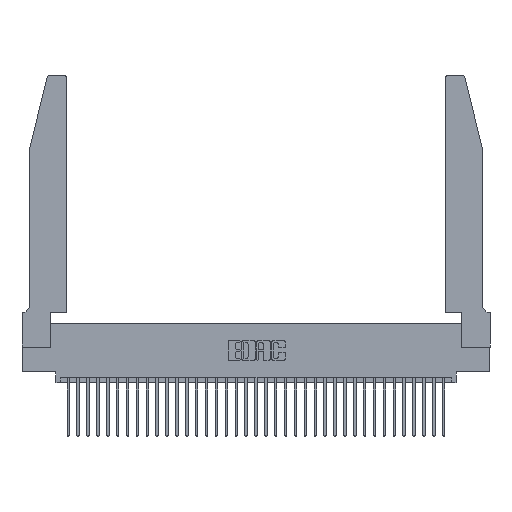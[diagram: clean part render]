
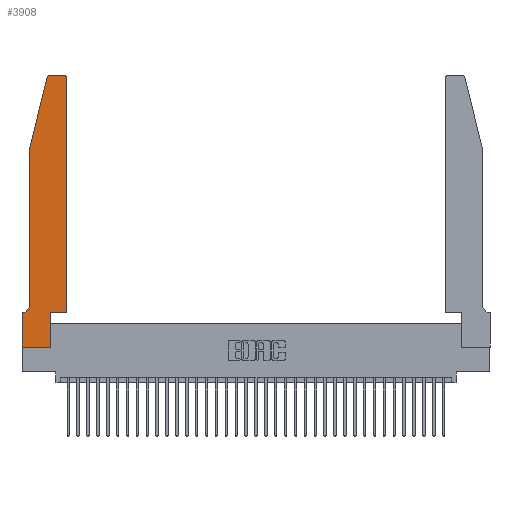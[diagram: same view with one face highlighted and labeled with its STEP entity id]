
A CAD part, top view. The second image highlights one B-rep face of the part: STEP entity #3908.
In plain terms, the highlighted planar face has unit normal (0, 0, 1).
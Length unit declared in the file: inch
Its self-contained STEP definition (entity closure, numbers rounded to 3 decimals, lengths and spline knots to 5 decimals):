
#144 = VERTEX_POINT ( 'NONE', #7049 ) ;
#557 = CARTESIAN_POINT ( 'NONE',  ( 0.284, 2.72, 0.37 ) ) ;
#2101 = DIRECTION ( 'NONE',  ( 1., 0., 0. ) ) ;
#2541 = ORIENTED_EDGE ( 'NONE', *, *, #33819, .T. ) ;
#2598 = CARTESIAN_POINT ( 'NONE',  ( 0.4205, 2.75, 0.37 ) ) ;
#2603 = ORIENTED_EDGE ( 'NONE', *, *, #26798, .T. ) ;
#3908 = ADVANCED_FACE ( 'NONE', ( #23085 ), #34643, .T. ) ;
#4001 = CIRCLE ( 'NONE', #15529, 0.07 ) ;
#4219 = ORIENTED_EDGE ( 'NONE', *, *, #26419, .T. ) ;
#4408 = DIRECTION ( 'NONE',  ( 1., 0., 0. ) ) ;
#4473 = CARTESIAN_POINT ( 'NONE',  ( 0.4505, 0.35, 0.37 ) ) ;
#4533 = DIRECTION ( 'NONE',  ( 0., 1., 0. ) ) ;
#6638 = VECTOR ( 'NONE', #20777, 39.37008 ) ;
#6946 = ORIENTED_EDGE ( 'NONE', *, *, #25420, .T. ) ;
#7049 = CARTESIAN_POINT ( 'NONE',  ( 0., 0., 0.37 ) ) ;
#7225 = LINE ( 'NONE', #19037, #31478 ) ;
#7339 = ORIENTED_EDGE ( 'NONE', *, *, #17915, .T. ) ;
#8196 = VERTEX_POINT ( 'NONE', #2598 ) ;
#8879 = VECTOR ( 'NONE', #9535, 39.37008 ) ;
#8903 = LINE ( 'NONE', #28923, #30183 ) ;
#9465 = CARTESIAN_POINT ( 'NONE',  ( 0.2865, 0.35, 0.37 ) ) ;
#9535 = DIRECTION ( 'NONE',  ( -1., 0., 0. ) ) ;
#10119 = CARTESIAN_POINT ( 'NONE',  ( 0.25487, 2.72718, 0.37 ) ) ;
#10229 = LINE ( 'NONE', #23022, #16263 ) ;
#10262 = ORIENTED_EDGE ( 'NONE', *, *, #28998, .T. ) ;
#10636 = CARTESIAN_POINT ( 'NONE',  ( 0.4505, 2.72, 0.37 ) ) ;
#11347 = CIRCLE ( 'NONE', #24643, 0.03 ) ;
#11419 = LINE ( 'NONE', #14578, #6638 ) ;
#11747 = VECTOR ( 'NONE', #20210, 39.37008 ) ;
#11997 = DIRECTION ( 'NONE',  ( 0., -1., 0. ) ) ;
#12574 = ORIENTED_EDGE ( 'NONE', *, *, #23619, .T. ) ;
#13512 = VERTEX_POINT ( 'NONE', #16008 ) ;
#14183 = ORIENTED_EDGE ( 'NONE', *, *, #14973, .T. ) ;
#14578 = CARTESIAN_POINT ( 'NONE',  ( 0., 0., 0.37 ) ) ;
#14973 = EDGE_CURVE ( 'NONE', #17063, #19131, #10229, .T. ) ;
#15084 = DIRECTION ( 'NONE',  ( -0.239, -0.971, 0. ) ) ;
#15448 = DIRECTION ( 'NONE',  ( 0., 0., 1. ) ) ;
#15529 = AXIS2_PLACEMENT_3D ( 'NONE', #29629, #26964, #18963 ) ;
#16008 = CARTESIAN_POINT ( 'NONE',  ( 0.0055, 0.35, 0.37 ) ) ;
#16074 = CIRCLE ( 'NONE', #27676, 0.03 ) ;
#16263 = VECTOR ( 'NONE', #11997, 39.37008 ) ;
#16373 = VERTEX_POINT ( 'NONE', #20202 ) ;
#16912 = VECTOR ( 'NONE', #17505, 39.37008 ) ;
#17063 = VERTEX_POINT ( 'NONE', #20037 ) ;
#17505 = DIRECTION ( 'NONE',  ( -1., 0., 0. ) ) ;
#17915 = EDGE_CURVE ( 'NONE', #13512, #16373, #34735, .T. ) ;
#17965 = CARTESIAN_POINT ( 'NONE',  ( 0., 0.35, 0.37 ) ) ;
#18422 = VECTOR ( 'NONE', #29494, 39.37008 ) ;
#18963 = DIRECTION ( 'NONE',  ( -1., 0., 0. ) ) ;
#19037 = CARTESIAN_POINT ( 'NONE',  ( 0.2865, 0.35, 0.37 ) ) ;
#19131 = VERTEX_POINT ( 'NONE', #29023 ) ;
#19138 = LINE ( 'NONE', #4473, #11747 ) ;
#20037 = CARTESIAN_POINT ( 'NONE',  ( 0.0755, 2., 0.37 ) ) ;
#20120 = EDGE_CURVE ( 'NONE', #23544, #17063, #22829, .T. ) ;
#20202 = CARTESIAN_POINT ( 'NONE',  ( 0., 0.35, 0.37 ) ) ;
#20210 = DIRECTION ( 'NONE',  ( 1., 0., 0. ) ) ;
#20635 = VERTEX_POINT ( 'NONE', #9465 ) ;
#20777 = DIRECTION ( 'NONE',  ( 0., -1., 0. ) ) ;
#21014 = CARTESIAN_POINT ( 'NONE',  ( 0., 0., 0.37 ) ) ;
#21108 = VECTOR ( 'NONE', #15084, 39.37008 ) ;
#21926 = DIRECTION ( 'NONE',  ( 0., 0., 1. ) ) ;
#22048 = ORIENTED_EDGE ( 'NONE', *, *, #24015, .T. ) ;
#22282 = CARTESIAN_POINT ( 'NONE',  ( 0.4205, 2.72, 0.37 ) ) ;
#22829 = LINE ( 'NONE', #31945, #21108 ) ;
#22865 = VERTEX_POINT ( 'NONE', #10636 ) ;
#23022 = CARTESIAN_POINT ( 'NONE',  ( 0.0755, 2., 0.37 ) ) ;
#23085 = FACE_OUTER_BOUND ( 'NONE', #25280, .T. ) ;
#23224 = CARTESIAN_POINT ( 'NONE',  ( 0.2605, 2.75, 0.37 ) ) ;
#23358 = EDGE_CURVE ( 'NONE', #35640, #22865, #8903, .T. ) ;
#23544 = VERTEX_POINT ( 'NONE', #10119 ) ;
#23619 = EDGE_CURVE ( 'NONE', #144, #34677, #32301, .T. ) ;
#24015 = EDGE_CURVE ( 'NONE', #8196, #30181, #33998, .T. ) ;
#24643 = AXIS2_PLACEMENT_3D ( 'NONE', #557, #35348, #2101 ) ;
#25166 = DIRECTION ( 'NONE',  ( 1., 0., 0. ) ) ;
#25280 = EDGE_LOOP ( 'NONE', ( #22048, #4219, #33423, #14183, #6946, #7339, #10262, #12574, #2541, #28712, #28838, #2603 ) ) ;
#25420 = EDGE_CURVE ( 'NONE', #19131, #13512, #4001, .T. ) ;
#25468 = AXIS2_PLACEMENT_3D ( 'NONE', #17965, #15448, #4408 ) ;
#26419 = EDGE_CURVE ( 'NONE', #30181, #23544, #11347, .T. ) ;
#26621 = EDGE_CURVE ( 'NONE', #20635, #35640, #19138, .T. ) ;
#26798 = EDGE_CURVE ( 'NONE', #22865, #8196, #16074, .T. ) ;
#26964 = DIRECTION ( 'NONE',  ( 0., 0., -1. ) ) ;
#27676 = AXIS2_PLACEMENT_3D ( 'NONE', #22282, #21926, #25166 ) ;
#28712 = ORIENTED_EDGE ( 'NONE', *, *, #26621, .T. ) ;
#28838 = ORIENTED_EDGE ( 'NONE', *, *, #23358, .T. ) ;
#28923 = CARTESIAN_POINT ( 'NONE',  ( 0.4505, 0.35, 0.37 ) ) ;
#28998 = EDGE_CURVE ( 'NONE', #16373, #144, #11419, .T. ) ;
#29023 = CARTESIAN_POINT ( 'NONE',  ( 0.0755, 0.42, 0.37 ) ) ;
#29494 = DIRECTION ( 'NONE',  ( 1., 0., 0. ) ) ;
#29629 = CARTESIAN_POINT ( 'NONE',  ( 0.0055, 0.42, 0.37 ) ) ;
#30181 = VERTEX_POINT ( 'NONE', #31724 ) ;
#30183 = VECTOR ( 'NONE', #4533, 39.37008 ) ;
#30972 = CARTESIAN_POINT ( 'NONE',  ( 0.2865, 0., 0.37 ) ) ;
#31478 = VECTOR ( 'NONE', #35929, 39.37008 ) ;
#31724 = CARTESIAN_POINT ( 'NONE',  ( 0.284, 2.75, 0.37 ) ) ;
#31945 = CARTESIAN_POINT ( 'NONE',  ( 0.0755, 2., 0.37 ) ) ;
#32301 = LINE ( 'NONE', #21014, #18422 ) ;
#32625 = CARTESIAN_POINT ( 'NONE',  ( 0.0755, 0.35, 0.37 ) ) ;
#33423 = ORIENTED_EDGE ( 'NONE', *, *, #20120, .T. ) ;
#33819 = EDGE_CURVE ( 'NONE', #34677, #20635, #7225, .T. ) ;
#33998 = LINE ( 'NONE', #23224, #8879 ) ;
#34175 = CARTESIAN_POINT ( 'NONE',  ( 0.4505, 0.35, 0.37 ) ) ;
#34643 = PLANE ( 'NONE',  #25468 ) ;
#34677 = VERTEX_POINT ( 'NONE', #30972 ) ;
#34735 = LINE ( 'NONE', #32625, #16912 ) ;
#35348 = DIRECTION ( 'NONE',  ( 0., 0., 1. ) ) ;
#35640 = VERTEX_POINT ( 'NONE', #34175 ) ;
#35929 = DIRECTION ( 'NONE',  ( 0., 1., 0. ) ) ;
